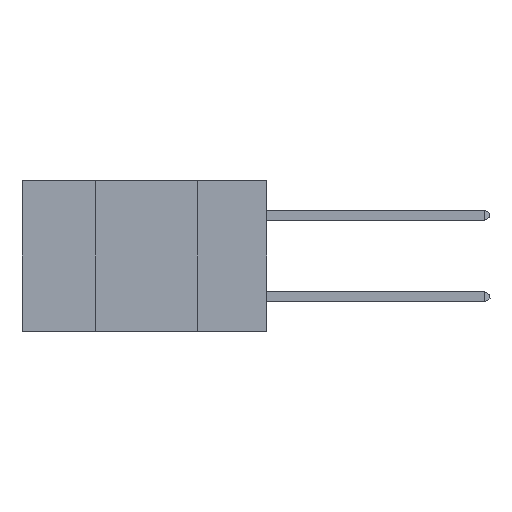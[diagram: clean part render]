
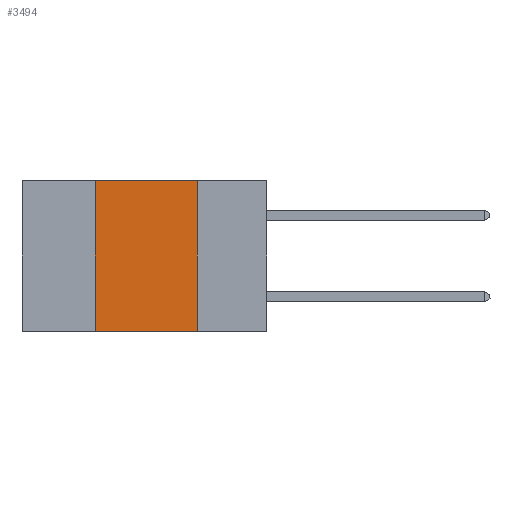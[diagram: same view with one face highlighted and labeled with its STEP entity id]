
A CAD part, left-side view. The second image highlights one B-rep face of the part: STEP entity #3494.
In plain terms, the highlighted planar face has unit normal (-1, 0, 0).
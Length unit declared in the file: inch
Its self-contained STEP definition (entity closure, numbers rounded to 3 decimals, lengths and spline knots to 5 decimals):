
#473 = LINE ( 'NONE', #4949, #23069 ) ;
#495 = VERTEX_POINT ( 'NONE', #22781 ) ;
#1464 = PLANE ( 'NONE',  #11535 ) ;
#2170 = LINE ( 'NONE', #4733, #10982 ) ;
#2951 = DIRECTION ( 'NONE',  ( 0., -1., 0. ) ) ;
#3084 = LINE ( 'NONE', #13521, #12451 ) ;
#3259 = DIRECTION ( 'NONE',  ( 1., 0., 0. ) ) ;
#3494 = ADVANCED_FACE ( 'NONE', ( #11157 ), #1464, .F. ) ;
#4733 = CARTESIAN_POINT ( 'NONE',  ( 0., 0.17, 0. ) ) ;
#4949 = CARTESIAN_POINT ( 'NONE',  ( 0., 0.6, -0.37 ) ) ;
#5792 = ORIENTED_EDGE ( 'NONE', *, *, #16883, .F. ) ;
#6495 = DIRECTION ( 'NONE',  ( 0., 0., -1. ) ) ;
#6746 = VERTEX_POINT ( 'NONE', #10010 ) ;
#7193 = ORIENTED_EDGE ( 'NONE', *, *, #21638, .F. ) ;
#7411 = ORIENTED_EDGE ( 'NONE', *, *, #12043, .F. ) ;
#8453 = DIRECTION ( 'NONE',  ( 0., -1., 0. ) ) ;
#8504 = EDGE_CURVE ( 'NONE', #6746, #12639, #473, .T. ) ;
#8901 = EDGE_LOOP ( 'NONE', ( #5792, #7193, #7411, #19017 ) ) ;
#9001 = CARTESIAN_POINT ( 'NONE',  ( 0., 0.17, 0. ) ) ;
#10010 = CARTESIAN_POINT ( 'NONE',  ( 0., 0.42, -0.37 ) ) ;
#10982 = VECTOR ( 'NONE', #6495, 39.37008 ) ;
#11157 = FACE_OUTER_BOUND ( 'NONE', #8901, .T. ) ;
#11535 = AXIS2_PLACEMENT_3D ( 'NONE', #11944, #3259, #15651 ) ;
#11944 = CARTESIAN_POINT ( 'NONE',  ( 0., 0.6, 0. ) ) ;
#12043 = EDGE_CURVE ( 'NONE', #6746, #495, #14798, .T. ) ;
#12451 = VECTOR ( 'NONE', #2951, 39.37008 ) ;
#12639 = VERTEX_POINT ( 'NONE', #17195 ) ;
#13521 = CARTESIAN_POINT ( 'NONE',  ( 0., 0.6, 0. ) ) ;
#13831 = CARTESIAN_POINT ( 'NONE',  ( 0., 0.42, 0. ) ) ;
#14798 = LINE ( 'NONE', #13831, #19024 ) ;
#15636 = DIRECTION ( 'NONE',  ( 0., 0., 1. ) ) ;
#15651 = DIRECTION ( 'NONE',  ( 0., 0., -1. ) ) ;
#16883 = EDGE_CURVE ( 'NONE', #17791, #12639, #2170, .T. ) ;
#17195 = CARTESIAN_POINT ( 'NONE',  ( 0., 0.17, -0.37 ) ) ;
#17791 = VERTEX_POINT ( 'NONE', #9001 ) ;
#19017 = ORIENTED_EDGE ( 'NONE', *, *, #8504, .T. ) ;
#19024 = VECTOR ( 'NONE', #15636, 39.37008 ) ;
#21638 = EDGE_CURVE ( 'NONE', #495, #17791, #3084, .T. ) ;
#22781 = CARTESIAN_POINT ( 'NONE',  ( 0., 0.42, 0. ) ) ;
#23069 = VECTOR ( 'NONE', #8453, 39.37008 ) ;
